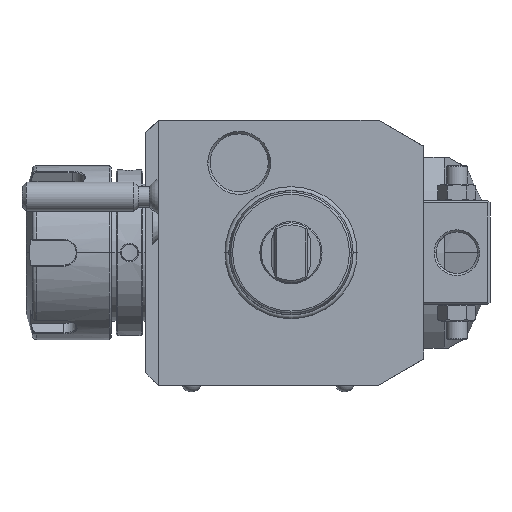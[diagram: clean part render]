
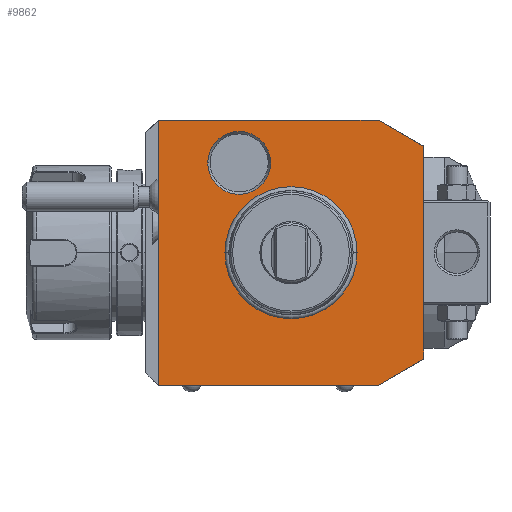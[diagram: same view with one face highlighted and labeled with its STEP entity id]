
A CAD part, front view. The second image highlights one B-rep face of the part: STEP entity #9862.
In plain terms, the highlighted planar face has unit normal (0, -1, 0).
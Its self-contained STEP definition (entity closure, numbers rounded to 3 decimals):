
#1=DIRECTION('',(0.866,0.,0.5));
#2=VECTOR('',#1,12.702);
#3=CARTESIAN_POINT('',(21.,0.,-32.));
#4=LINE('',#3,#2);
#5=DIRECTION('',(1.,0.,0.));
#6=VECTOR('',#5,53.);
#7=CARTESIAN_POINT('',(-32.,0.,-32.));
#8=LINE('',#7,#6);
#9=DIRECTION('',(0.,0.,-1.));
#10=VECTOR('',#9,64.);
#11=CARTESIAN_POINT('',(-32.,0.,32.));
#12=LINE('',#11,#10);
#13=DIRECTION('',(-1.,0.,0.));
#14=VECTOR('',#13,53.);
#15=CARTESIAN_POINT('',(21.,0.,32.));
#16=LINE('',#15,#14);
#17=DIRECTION('',(-0.866,0.,0.5));
#18=VECTOR('',#17,12.702);
#19=CARTESIAN_POINT('',(32.,0.,25.649));
#20=LINE('',#19,#18);
#21=DIRECTION('',(0.,0.,1.));
#22=VECTOR('',#21,51.298);
#23=CARTESIAN_POINT('',(32.,0.,-25.649));
#24=LINE('',#23,#22);
#25=CARTESIAN_POINT('',(-12.5,0.,21.651));
#26=DIRECTION('',(0.,1.,0.));
#27=DIRECTION('',(1.,0.,0.));
#28=AXIS2_PLACEMENT_3D('',#25,#26,#27);
#30=CARTESIAN_POINT('',(-12.5,0.,21.651));
#31=DIRECTION('',(0.,1.,0.));
#32=DIRECTION('',(-1.,0.,0.));
#33=AXIS2_PLACEMENT_3D('',#30,#31,#32);
#7413=CARTESIAN_POINT('',(0.,0.,0.));
#7414=DIRECTION('',(0.,-1.,0.));
#7415=DIRECTION('',(1.,0.,0.));
#7416=AXIS2_PLACEMENT_3D('',#7413,#7414,#7415);
#7418=CARTESIAN_POINT('',(0.,0.,0.));
#7419=DIRECTION('',(0.,-1.,0.));
#7420=DIRECTION('',(-1.,0.,0.));
#7421=AXIS2_PLACEMENT_3D('',#7418,#7419,#7420);
#8885=CARTESIAN_POINT('',(-4.923,0.,
21.651));
#8886=CARTESIAN_POINT('',(-20.077,0.,
21.651));
#8887=VERTEX_POINT('',#8885);
#8888=VERTEX_POINT('',#8886);
#9653=CARTESIAN_POINT('',(21.,0.,-32.));
#9654=CARTESIAN_POINT('',(32.,0.,-25.649));
#9655=VERTEX_POINT('',#9653);
#9656=VERTEX_POINT('',#9654);
#9657=CARTESIAN_POINT('',(32.,0.,25.649));
#9658=VERTEX_POINT('',#9657);
#9659=CARTESIAN_POINT('',(21.,0.,32.));
#9660=VERTEX_POINT('',#9659);
#9661=CARTESIAN_POINT('',(-32.,0.,32.));
#9662=VERTEX_POINT('',#9661);
#9663=CARTESIAN_POINT('',(-32.,0.,-32.));
#9664=VERTEX_POINT('',#9663);
#9685=CARTESIAN_POINT('',(15.783,0.,0.));
#9686=CARTESIAN_POINT('',(-15.783,0.,0.));
#9687=VERTEX_POINT('',#9685);
#9688=VERTEX_POINT('',#9686);
#9831=CARTESIAN_POINT('',(0.,0.,0.));
#9832=DIRECTION('',(0.,-1.,0.));
#9833=DIRECTION('',(-1.,0.,0.));
#9834=AXIS2_PLACEMENT_3D('',#9831,#9832,#9833);
#9835=PLANE('',#9834);
#9837=ORIENTED_EDGE('',*,*,#9836,.F.);
#9839=ORIENTED_EDGE('',*,*,#9838,.F.);
#9841=ORIENTED_EDGE('',*,*,#9840,.F.);
#9843=ORIENTED_EDGE('',*,*,#9842,.F.);
#9845=ORIENTED_EDGE('',*,*,#9844,.F.);
#9847=ORIENTED_EDGE('',*,*,#9846,.F.);
#9848=EDGE_LOOP('',(#9837,#9839,#9841,#9843,#9845,#9847));
#9849=FACE_OUTER_BOUND('',#9848,.F.);
#9851=ORIENTED_EDGE('',*,*,#9850,.T.);
#9853=ORIENTED_EDGE('',*,*,#9852,.T.);
#9854=EDGE_LOOP('',(#9851,#9853));
#9855=FACE_BOUND('',#9854,.F.);
#9857=ORIENTED_EDGE('',*,*,#9856,.F.);
#9859=ORIENTED_EDGE('',*,*,#9858,.F.);
#9860=EDGE_LOOP('',(#9857,#9859));
#9861=FACE_BOUND('',#9860,.F.);
#29=CIRCLE('',#28,7.577);
#34=CIRCLE('',#33,7.577);
#7417=CIRCLE('',#7416,15.783);
#7422=CIRCLE('',#7421,15.783);
#9836=EDGE_CURVE('',#9655,#9656,#4,.T.);
#9838=EDGE_CURVE('',#9664,#9655,#8,.T.);
#9840=EDGE_CURVE('',#9662,#9664,#12,.T.);
#9842=EDGE_CURVE('',#9660,#9662,#16,.T.);
#9844=EDGE_CURVE('',#9658,#9660,#20,.T.);
#9846=EDGE_CURVE('',#9656,#9658,#24,.T.);
#9850=EDGE_CURVE('',#9687,#9688,#7417,.T.);
#9852=EDGE_CURVE('',#9688,#9687,#7422,.T.);
#9856=EDGE_CURVE('',#8887,#8888,#29,.T.);
#9858=EDGE_CURVE('',#8888,#8887,#34,.T.);
#9862=ADVANCED_FACE('',(#9849,#9855,#9861),#9835,.T.);
